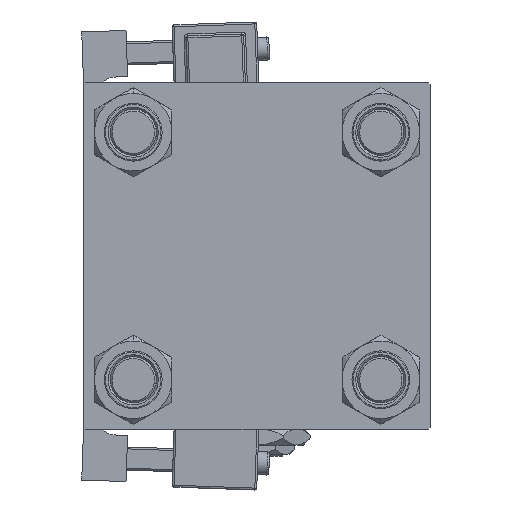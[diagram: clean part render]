
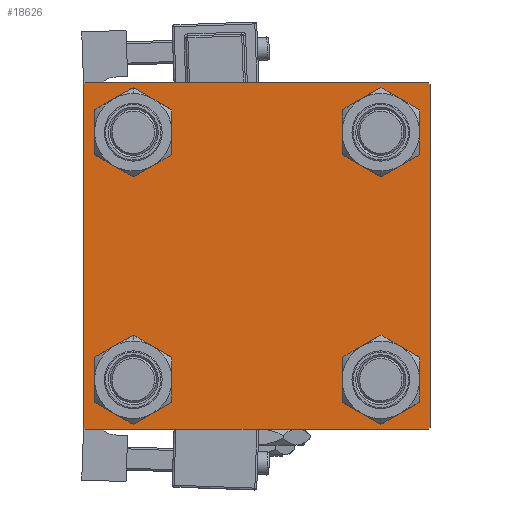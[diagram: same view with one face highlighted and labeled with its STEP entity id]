
A CAD part, left-side view. The second image highlights one B-rep face of the part: STEP entity #18626.
In plain terms, the highlighted planar face has unit normal (-1, 0, 0).
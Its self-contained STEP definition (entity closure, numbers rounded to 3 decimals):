
#445 = CARTESIAN_POINT ( 'NONE',  ( 0., -32.15, -32.15 ) ) ;
#604 = CIRCLE ( 'NONE', #36825, 6.5 ) ;
#737 = EDGE_LOOP ( 'NONE', ( #2808, #38254 ) ) ;
#745 = CARTESIAN_POINT ( 'NONE',  ( 0., 32.15, -32.15 ) ) ;
#1029 = CARTESIAN_POINT ( 'NONE',  ( 0., 32.15, 32.15 ) ) ;
#1241 = CARTESIAN_POINT ( 'NONE',  ( 0., -45., -44.5 ) ) ;
#1490 = AXIS2_PLACEMENT_3D ( 'NONE', #17936, #39480, #26496 ) ;
#1770 = CARTESIAN_POINT ( 'NONE',  ( 0., 44.5, -45. ) ) ;
#2293 = CARTESIAN_POINT ( 'NONE',  ( 0., 32.15, 25.65 ) ) ;
#2808 = ORIENTED_EDGE ( 'NONE', *, *, #15453, .T. ) ;
#3763 = VERTEX_POINT ( 'NONE', #50463 ) ;
#3808 = CARTESIAN_POINT ( 'NONE',  ( 0., 45., 45. ) ) ;
#4629 = CARTESIAN_POINT ( 'NONE',  ( 0., 32.15, -38.65 ) ) ;
#4841 = EDGE_CURVE ( 'NONE', #30910, #7213, #27580, .T. ) ;
#4867 = CARTESIAN_POINT ( 'NONE',  ( 0., -32.15, -32.15 ) ) ;
#4901 = EDGE_CURVE ( 'NONE', #33566, #9241, #30647, .T. ) ;
#4963 = FACE_BOUND ( 'NONE', #9634, .T. ) ;
#5346 = VERTEX_POINT ( 'NONE', #17472 ) ;
#6600 = CARTESIAN_POINT ( 'NONE',  ( 0., 44.75, -44.75 ) ) ;
#7138 = AXIS2_PLACEMENT_3D ( 'NONE', #23945, #36669, #10976 ) ;
#7210 = VERTEX_POINT ( 'NONE', #4629 ) ;
#7213 = VERTEX_POINT ( 'NONE', #1770 ) ;
#7293 = CARTESIAN_POINT ( 'NONE',  ( 0., 32.15, -25.65 ) ) ;
#7335 = CARTESIAN_POINT ( 'NONE',  ( 0., -32.15, -38.65 ) ) ;
#7814 = DIRECTION ( 'NONE',  ( 0., 0.707, 0.707 ) ) ;
#7883 = ORIENTED_EDGE ( 'NONE', *, *, #12759, .T. ) ;
#8162 = LINE ( 'NONE', #25006, #10379 ) ;
#8831 = DIRECTION ( 'NONE',  ( -1., 0., 0. ) ) ;
#8987 = DIRECTION ( 'NONE',  ( 0., 0., 1. ) ) ;
#9162 = CARTESIAN_POINT ( 'NONE',  ( 0., -44.5, 45. ) ) ;
#9225 = ORIENTED_EDGE ( 'NONE', *, *, #43369, .F. ) ;
#9241 = VERTEX_POINT ( 'NONE', #1241 ) ;
#9634 = EDGE_LOOP ( 'NONE', ( #14355, #39548 ) ) ;
#9674 = CARTESIAN_POINT ( 'NONE',  ( 0., 32.15, 38.65 ) ) ;
#9920 = DIRECTION ( 'NONE',  ( 0., -0.707, -0.707 ) ) ;
#10108 = EDGE_LOOP ( 'NONE', ( #49285, #17531 ) ) ;
#10141 = CARTESIAN_POINT ( 'NONE',  ( 0., -32.15, -25.65 ) ) ;
#10184 = VECTOR ( 'NONE', #9920, 1000. ) ;
#10379 = VECTOR ( 'NONE', #41863, 1000. ) ;
#10673 = AXIS2_PLACEMENT_3D ( 'NONE', #445, #17290, #34157 ) ;
#10976 = DIRECTION ( 'NONE',  ( 0., 0., 1. ) ) ;
#11534 = EDGE_CURVE ( 'NONE', #7210, #48537, #604, .T. ) ;
#12193 = CARTESIAN_POINT ( 'NONE',  ( 0., 45., -44.5 ) ) ;
#12237 = CARTESIAN_POINT ( 'NONE',  ( 0., -44.75, 44.75 ) ) ;
#12331 = CIRCLE ( 'NONE', #49391, 6.5 ) ;
#12522 = EDGE_CURVE ( 'NONE', #14485, #39066, #32450, .T. ) ;
#12759 = EDGE_CURVE ( 'NONE', #7213, #33566, #8162, .T. ) ;
#12769 = ORIENTED_EDGE ( 'NONE', *, *, #4841, .T. ) ;
#12975 = FACE_BOUND ( 'NONE', #10108, .T. ) ;
#13430 = DIRECTION ( 'NONE',  ( 1., 0., 0. ) ) ;
#13523 = VERTEX_POINT ( 'NONE', #10141 ) ;
#13791 = FACE_BOUND ( 'NONE', #737, .T. ) ;
#14005 = DIRECTION ( 'NONE',  ( 0., 0., 1. ) ) ;
#14355 = ORIENTED_EDGE ( 'NONE', *, *, #45071, .T. ) ;
#14485 = VERTEX_POINT ( 'NONE', #9674 ) ;
#14798 = ORIENTED_EDGE ( 'NONE', *, *, #51116, .T. ) ;
#15055 = LINE ( 'NONE', #32180, #22726 ) ;
#15094 = CIRCLE ( 'NONE', #10673, 6.5 ) ;
#15453 = EDGE_CURVE ( 'NONE', #3763, #15557, #43109, .T. ) ;
#15557 = VERTEX_POINT ( 'NONE', #30440 ) ;
#15819 = ORIENTED_EDGE ( 'NONE', *, *, #32855, .T. ) ;
#15975 = DIRECTION ( 'NONE',  ( 0., -1., 0. ) ) ;
#16822 = CIRCLE ( 'NONE', #7138, 6.5 ) ;
#17290 = DIRECTION ( 'NONE',  ( 1., 0., 0. ) ) ;
#17318 = VERTEX_POINT ( 'NONE', #9162 ) ;
#17472 = CARTESIAN_POINT ( 'NONE',  ( 0., 45., 44.5 ) ) ;
#17531 = ORIENTED_EDGE ( 'NONE', *, *, #40033, .T. ) ;
#17664 = DIRECTION ( 'NONE',  ( 0., 0., 1. ) ) ;
#17874 = DIRECTION ( 'NONE',  ( 1., 0., 0. ) ) ;
#17936 = CARTESIAN_POINT ( 'NONE',  ( 0., 32.15, 32.15 ) ) ;
#18107 = EDGE_LOOP ( 'NONE', ( #33207, #15819 ) ) ;
#18108 = EDGE_CURVE ( 'NONE', #39677, #17318, #45652, .T. ) ;
#18626 = ADVANCED_FACE ( 'NONE', ( #13791, #12975, #4963, #34254, #22075 ), #34529, .T. ) ;
#19432 = CARTESIAN_POINT ( 'NONE',  ( 0., -32.15, 32.15 ) ) ;
#19976 = DIRECTION ( 'NONE',  ( 0., 0., 1. ) ) ;
#20765 = VERTEX_POINT ( 'NONE', #32373 ) ;
#21109 = ORIENTED_EDGE ( 'NONE', *, *, #18108, .T. ) ;
#21128 = EDGE_CURVE ( 'NONE', #15557, #3763, #40811, .T. ) ;
#22075 = FACE_OUTER_BOUND ( 'NONE', #37872, .T. ) ;
#22726 = VECTOR ( 'NONE', #22775, 1000. ) ;
#22775 = DIRECTION ( 'NONE',  ( 0., 0., -1. ) ) ;
#23158 = DIRECTION ( 'NONE',  ( 0., -0.707, 0.707 ) ) ;
#23517 = CARTESIAN_POINT ( 'NONE',  ( 0., -44.5, -45. ) ) ;
#23868 = EDGE_CURVE ( 'NONE', #39677, #9241, #40765, .T. ) ;
#23945 = CARTESIAN_POINT ( 'NONE',  ( 0., 32.15, -32.15 ) ) ;
#24175 = DIRECTION ( 'NONE',  ( 0., 0., -1. ) ) ;
#25006 = CARTESIAN_POINT ( 'NONE',  ( 0., 45., -45. ) ) ;
#25554 = CARTESIAN_POINT ( 'NONE',  ( 0., -32.15, 32.15 ) ) ;
#25556 = VECTOR ( 'NONE', #34528, 1000. ) ;
#25854 = DIRECTION ( 'NONE',  ( 0., 0., 1. ) ) ;
#25877 = DIRECTION ( 'NONE',  ( 0., 0., 1. ) ) ;
#26224 = AXIS2_PLACEMENT_3D ( 'NONE', #1029, #17874, #14005 ) ;
#26496 = DIRECTION ( 'NONE',  ( 0., 0., 1. ) ) ;
#27580 = LINE ( 'NONE', #6600, #10184 ) ;
#27773 = CARTESIAN_POINT ( 'NONE',  ( 0., -45., 45. ) ) ;
#27897 = ORIENTED_EDGE ( 'NONE', *, *, #4901, .T. ) ;
#28936 = LINE ( 'NONE', #3808, #32652 ) ;
#29588 = VECTOR ( 'NONE', #23158, 1000. ) ;
#29826 = LINE ( 'NONE', #42800, #25556 ) ;
#30440 = CARTESIAN_POINT ( 'NONE',  ( 0., -32.15, 25.65 ) ) ;
#30647 = LINE ( 'NONE', #44160, #29588 ) ;
#30910 = VERTEX_POINT ( 'NONE', #12193 ) ;
#31709 = CARTESIAN_POINT ( 'NONE',  ( 0., -45., 44.5 ) ) ;
#32180 = CARTESIAN_POINT ( 'NONE',  ( 0., 45., 45. ) ) ;
#32373 = CARTESIAN_POINT ( 'NONE',  ( 0., 44.5, 45. ) ) ;
#32450 = CIRCLE ( 'NONE', #26224, 6.5 ) ;
#32652 = VECTOR ( 'NONE', #15975, 1000. ) ;
#32855 = EDGE_CURVE ( 'NONE', #39066, #14485, #41162, .T. ) ;
#33207 = ORIENTED_EDGE ( 'NONE', *, *, #12522, .T. ) ;
#33566 = VERTEX_POINT ( 'NONE', #23517 ) ;
#34157 = DIRECTION ( 'NONE',  ( 0., 0., 1. ) ) ;
#34254 = FACE_BOUND ( 'NONE', #18107, .T. ) ;
#34528 = DIRECTION ( 'NONE',  ( 0., 0.707, -0.707 ) ) ;
#34529 = PLANE ( 'NONE',  #37100 ) ;
#34548 = EDGE_CURVE ( 'NONE', #5346, #30910, #15055, .T. ) ;
#36302 = DIRECTION ( 'NONE',  ( 1., 0., 0. ) ) ;
#36669 = DIRECTION ( 'NONE',  ( 1., 0., 0. ) ) ;
#36825 = AXIS2_PLACEMENT_3D ( 'NONE', #745, #39671, #25877 ) ;
#37100 = AXIS2_PLACEMENT_3D ( 'NONE', #38942, #8831, #17664 ) ;
#37872 = EDGE_LOOP ( 'NONE', ( #51787, #12769, #7883, #27897, #52038, #21109, #9225, #14798 ) ) ;
#38170 = AXIS2_PLACEMENT_3D ( 'NONE', #25554, #42140, #8987 ) ;
#38254 = ORIENTED_EDGE ( 'NONE', *, *, #21128, .T. ) ;
#38942 = CARTESIAN_POINT ( 'NONE',  ( 0., 0., 0. ) ) ;
#39066 = VERTEX_POINT ( 'NONE', #2293 ) ;
#39480 = DIRECTION ( 'NONE',  ( 1., 0., 0. ) ) ;
#39548 = ORIENTED_EDGE ( 'NONE', *, *, #11534, .T. ) ;
#39671 = DIRECTION ( 'NONE',  ( 1., 0., 0. ) ) ;
#39677 = VERTEX_POINT ( 'NONE', #31709 ) ;
#40033 = EDGE_CURVE ( 'NONE', #41971, #13523, #12331, .T. ) ;
#40765 = LINE ( 'NONE', #27773, #42704 ) ;
#40811 = CIRCLE ( 'NONE', #38170, 6.5 ) ;
#41162 = CIRCLE ( 'NONE', #1490, 6.5 ) ;
#41863 = DIRECTION ( 'NONE',  ( 0., -1., 0. ) ) ;
#41971 = VERTEX_POINT ( 'NONE', #7335 ) ;
#42140 = DIRECTION ( 'NONE',  ( 1., 0., 0. ) ) ;
#42704 = VECTOR ( 'NONE', #24175, 1000. ) ;
#42800 = CARTESIAN_POINT ( 'NONE',  ( 0., 44.75, 44.75 ) ) ;
#43109 = CIRCLE ( 'NONE', #52823, 6.5 ) ;
#43369 = EDGE_CURVE ( 'NONE', #20765, #17318, #28936, .T. ) ;
#44160 = CARTESIAN_POINT ( 'NONE',  ( 0., -44.75, -44.75 ) ) ;
#45071 = EDGE_CURVE ( 'NONE', #48537, #7210, #16822, .T. ) ;
#45652 = LINE ( 'NONE', #12237, #52955 ) ;
#46116 = EDGE_CURVE ( 'NONE', #13523, #41971, #15094, .T. ) ;
#48537 = VERTEX_POINT ( 'NONE', #7293 ) ;
#49285 = ORIENTED_EDGE ( 'NONE', *, *, #46116, .T. ) ;
#49391 = AXIS2_PLACEMENT_3D ( 'NONE', #4867, #13430, #25854 ) ;
#50463 = CARTESIAN_POINT ( 'NONE',  ( 0., -32.15, 38.65 ) ) ;
#51116 = EDGE_CURVE ( 'NONE', #20765, #5346, #29826, .T. ) ;
#51787 = ORIENTED_EDGE ( 'NONE', *, *, #34548, .T. ) ;
#52038 = ORIENTED_EDGE ( 'NONE', *, *, #23868, .F. ) ;
#52823 = AXIS2_PLACEMENT_3D ( 'NONE', #19432, #36302, #19976 ) ;
#52955 = VECTOR ( 'NONE', #7814, 1000. ) ;
